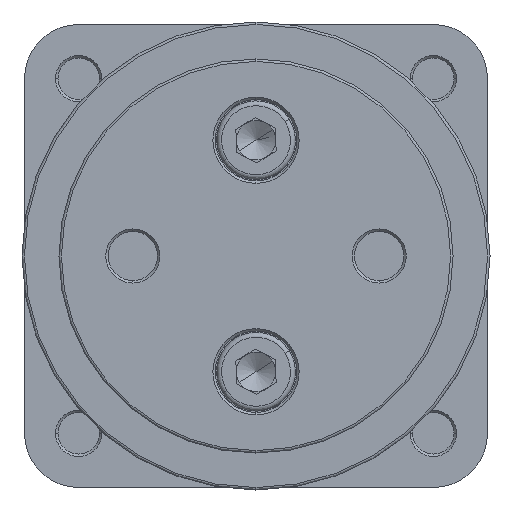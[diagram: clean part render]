
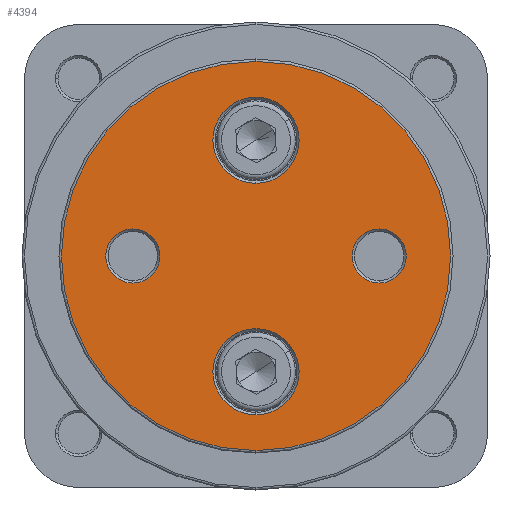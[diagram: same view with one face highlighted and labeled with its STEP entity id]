
A CAD part, left-side view. The second image highlights one B-rep face of the part: STEP entity #4394.
In plain terms, the highlighted planar face has unit normal (-1, 0, 0).
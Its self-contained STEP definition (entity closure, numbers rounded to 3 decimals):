
#126 = ORIENTED_EDGE ( 'NONE', *, *, #7983, .T. ) ;
#127 = ORIENTED_EDGE ( 'NONE', *, *, #7909, .T. ) ;
#128 = ORIENTED_EDGE ( 'NONE', *, *, #7888, .T. ) ;
#129 = ORIENTED_EDGE ( 'NONE', *, *, #8041, .T. ) ;
#130 = ORIENTED_EDGE ( 'NONE', *, *, #7984, .T. ) ;
#131 = ORIENTED_EDGE ( 'NONE', *, *, #5861, .T. ) ;
#132 = ORIENTED_EDGE ( 'NONE', *, *, #7960, .T. ) ;
#133 = ORIENTED_EDGE ( 'NONE', *, *, #5869, .T. ) ;
#134 = ORIENTED_EDGE ( 'NONE', *, *, #5758, .T. ) ;
#135 = ORIENTED_EDGE ( 'NONE', *, *, #7961, .T. ) ;
#667 = VERTEX_POINT ( 'NONE', #1057 ) ;
#672 = VERTEX_POINT ( 'NONE', #1065 ) ;
#673 = VERTEX_POINT ( 'NONE', #1066 ) ;
#924 = VERTEX_POINT ( 'NONE', #1317 ) ;
#931 = VERTEX_POINT ( 'NONE', #1324 ) ;
#936 = VERTEX_POINT ( 'NONE', #1329 ) ;
#939 = VERTEX_POINT ( 'NONE', #1332 ) ;
#942 = VERTEX_POINT ( 'NONE', #1335 ) ;
#947 = VERTEX_POINT ( 'NONE', #1340 ) ;
#973 = VERTEX_POINT ( 'NONE', #1366 ) ;
#1057 = CARTESIAN_POINT ( 'NONE',  ( 0., 25., 5.5 ) ) ;
#1065 = CARTESIAN_POINT ( 'NONE',  ( 0., -25., -5.5 ) ) ;
#1066 = CARTESIAN_POINT ( 'NONE',  ( 0., -25., 5.5 ) ) ;
#1317 = CARTESIAN_POINT ( 'NONE',  ( 0., 25., -5.5 ) ) ;
#1324 = CARTESIAN_POINT ( 'NONE',  ( 0., 0., -14.75 ) ) ;
#1329 = CARTESIAN_POINT ( 'NONE',  ( 0., 0., -32.25 ) ) ;
#1332 = CARTESIAN_POINT ( 'NONE',  ( 0., 0., 39.5 ) ) ;
#1335 = CARTESIAN_POINT ( 'NONE',  ( 0., 0., -39.5 ) ) ;
#1340 = CARTESIAN_POINT ( 'NONE',  ( 0., 0., 14.75 ) ) ;
#1366 = CARTESIAN_POINT ( 'NONE',  ( 0., 0., 32.25 ) ) ;
#1934 = PLANE ( 'NONE',  #6018 ) ;
#1941 = CARTESIAN_POINT ( 'NONE',  ( 0., 0., 0. ) ) ;
#1950 = DIRECTION ( 'NONE',  ( 1., 0., 0. ) ) ;
#1951 = DIRECTION ( 'NONE',  ( 0., 0., -1. ) ) ;
#2225 = CIRCLE ( 'NONE', #6250, 39.5 ) ;
#2418 = CIRCLE ( 'NONE', #6267, 8.75 ) ;
#2429 = CIRCLE ( 'NONE', #6271, 8.75 ) ;
#2679 = CIRCLE ( 'NONE', #6336, 5.5 ) ;
#2712 = CIRCLE ( 'NONE', #6347, 5.5 ) ;
#2801 = CIRCLE ( 'NONE', #6359, 8.75 ) ;
#2802 = CIRCLE ( 'NONE', #6360, 39.5 ) ;
#2834 = CIRCLE ( 'NONE', #6372, 5.5 ) ;
#2836 = CIRCLE ( 'NONE', #6373, 8.75 ) ;
#2940 = CIRCLE ( 'NONE', #6390, 5.5 ) ;
#3339 = CARTESIAN_POINT ( 'NONE',  ( 0., -25., 0. ) ) ;
#3340 = DIRECTION ( 'NONE',  ( 1., 0., 0. ) ) ;
#3341 = DIRECTION ( 'NONE',  ( 0., 0., -1. ) ) ;
#3386 = CARTESIAN_POINT ( 'NONE',  ( 0., 25., 0. ) ) ;
#3392 = DIRECTION ( 'NONE',  ( 1., 0., 0. ) ) ;
#3393 = DIRECTION ( 'NONE',  ( 0., 0., -1. ) ) ;
#3500 = CARTESIAN_POINT ( 'NONE',  ( 0., 0., -23.5 ) ) ;
#3504 = CARTESIAN_POINT ( 'NONE',  ( 0., 0., 0. ) ) ;
#3508 = DIRECTION ( 'NONE',  ( 1., 0., 0. ) ) ;
#3509 = DIRECTION ( 'NONE',  ( 0., 0., -1. ) ) ;
#3511 = DIRECTION ( 'NONE',  ( -1., 0., 0. ) ) ;
#3512 = DIRECTION ( 'NONE',  ( 0., 0., -1. ) ) ;
#3560 = CARTESIAN_POINT ( 'NONE',  ( 0., 25., 0. ) ) ;
#3563 = CARTESIAN_POINT ( 'NONE',  ( 0., 0., 23.5 ) ) ;
#3567 = DIRECTION ( 'NONE',  ( 1., 0., 0. ) ) ;
#3568 = DIRECTION ( 'NONE',  ( 0., 0., -1. ) ) ;
#3570 = DIRECTION ( 'NONE',  ( 1., 0., 0. ) ) ;
#3571 = DIRECTION ( 'NONE',  ( 0., 0., -1. ) ) ;
#3698 = CARTESIAN_POINT ( 'NONE',  ( 0., -25., 0. ) ) ;
#3700 = DIRECTION ( 'NONE',  ( 1., 0., 0. ) ) ;
#3701 = DIRECTION ( 'NONE',  ( 0., 0., -1. ) ) ;
#4394 = ADVANCED_FACE ( 'NONE', ( #5408, #5406, #5411, #5413, #5409 ), #1934, .F. ) ;
#5104 = EDGE_LOOP ( 'NONE', ( #127, #126 ) ) ;
#5105 = EDGE_LOOP ( 'NONE', ( #129, #128 ) ) ;
#5106 = EDGE_LOOP ( 'NONE', ( #133, #132 ) ) ;
#5108 = EDGE_LOOP ( 'NONE', ( #135, #134 ) ) ;
#5117 = EDGE_LOOP ( 'NONE', ( #131, #130 ) ) ;
#5406 = FACE_BOUND ( 'NONE', #5106, .T. ) ;
#5408 = FACE_OUTER_BOUND ( 'NONE', #5108, .T. ) ;
#5409 = FACE_BOUND ( 'NONE', #5104, .T. ) ;
#5411 = FACE_BOUND ( 'NONE', #5117, .T. ) ;
#5413 = FACE_BOUND ( 'NONE', #5105, .T. ) ;
#5758 = EDGE_CURVE ( 'NONE', #939, #942, #2225, .T. ) ;
#5861 = EDGE_CURVE ( 'NONE', #973, #947, #2418, .T. ) ;
#5869 = EDGE_CURVE ( 'NONE', #931, #936, #2429, .T. ) ;
#6018 = AXIS2_PLACEMENT_3D ( 'NONE', #1941, #1950, #1951 ) ;
#6250 = AXIS2_PLACEMENT_3D ( 'NONE', #7286, #7287, #7288 ) ;
#6267 = AXIS2_PLACEMENT_3D ( 'NONE', #7508, #7509, #7510 ) ;
#6271 = AXIS2_PLACEMENT_3D ( 'NONE', #7528, #7529, #7530 ) ;
#6336 = AXIS2_PLACEMENT_3D ( 'NONE', #3339, #3340, #3341 ) ;
#6347 = AXIS2_PLACEMENT_3D ( 'NONE', #3386, #3392, #3393 ) ;
#6359 = AXIS2_PLACEMENT_3D ( 'NONE', #3500, #3508, #3509 ) ;
#6360 = AXIS2_PLACEMENT_3D ( 'NONE', #3504, #3511, #3512 ) ;
#6372 = AXIS2_PLACEMENT_3D ( 'NONE', #3560, #3567, #3568 ) ;
#6373 = AXIS2_PLACEMENT_3D ( 'NONE', #3563, #3570, #3571 ) ;
#6390 = AXIS2_PLACEMENT_3D ( 'NONE', #3698, #3700, #3701 ) ;
#7286 = CARTESIAN_POINT ( 'NONE',  ( 0., 0., 0. ) ) ;
#7287 = DIRECTION ( 'NONE',  ( -1., 0., 0. ) ) ;
#7288 = DIRECTION ( 'NONE',  ( 0., 0., -1. ) ) ;
#7508 = CARTESIAN_POINT ( 'NONE',  ( 0., 0., 23.5 ) ) ;
#7509 = DIRECTION ( 'NONE',  ( 1., 0., 0. ) ) ;
#7510 = DIRECTION ( 'NONE',  ( 0., 0., -1. ) ) ;
#7528 = CARTESIAN_POINT ( 'NONE',  ( 0., 0., -23.5 ) ) ;
#7529 = DIRECTION ( 'NONE',  ( 1., 0., 0. ) ) ;
#7530 = DIRECTION ( 'NONE',  ( 0., 0., -1. ) ) ;
#7888 = EDGE_CURVE ( 'NONE', #672, #673, #2679, .T. ) ;
#7909 = EDGE_CURVE ( 'NONE', #667, #924, #2712, .T. ) ;
#7960 = EDGE_CURVE ( 'NONE', #936, #931, #2801, .T. ) ;
#7961 = EDGE_CURVE ( 'NONE', #942, #939, #2802, .T. ) ;
#7983 = EDGE_CURVE ( 'NONE', #924, #667, #2834, .T. ) ;
#7984 = EDGE_CURVE ( 'NONE', #947, #973, #2836, .T. ) ;
#8041 = EDGE_CURVE ( 'NONE', #673, #672, #2940, .T. ) ;
